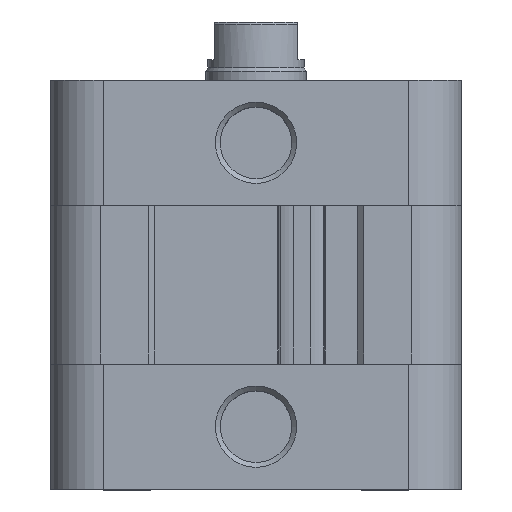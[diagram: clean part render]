
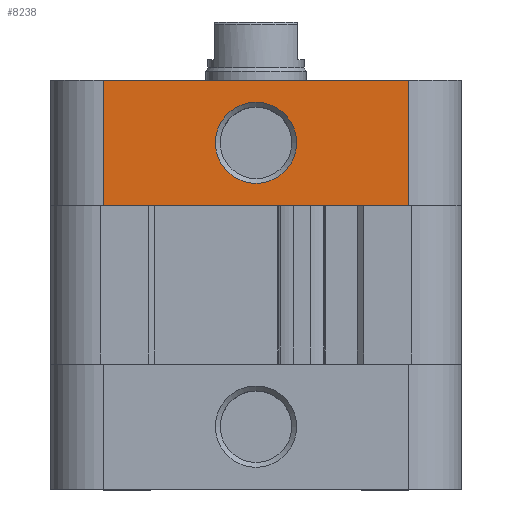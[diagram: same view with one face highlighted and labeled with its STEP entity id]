
A CAD part, top view. The second image highlights one B-rep face of the part: STEP entity #8238.
In plain terms, the highlighted face is planar.
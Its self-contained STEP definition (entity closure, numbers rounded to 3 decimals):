
#238=FACE_BOUND('',#1154,.T.);
#339=CIRCLE('',#8714,4.864);
#684=FACE_OUTER_BOUND('',#1153,.T.);
#1153=EDGE_LOOP('',(#5515,#5516,#5517,#5518));
#1154=EDGE_LOOP('',(#5519));
#1723=LINE('',#12059,#2591);
#1724=LINE('',#12061,#2592);
#1725=LINE('',#12063,#2593);
#1726=LINE('',#12064,#2594);
#2591=VECTOR('',#9541,36.6);
#2592=VECTOR('',#9542,15.);
#2593=VECTOR('',#9543,36.6);
#2594=VECTOR('',#9544,15.);
#3459=VERTEX_POINT('',#12057);
#3460=VERTEX_POINT('',#12058);
#3461=VERTEX_POINT('',#12060);
#3462=VERTEX_POINT('',#12062);
#3463=VERTEX_POINT('',#12065);
#4298=EDGE_CURVE('',#3459,#3460,#1723,.T.);
#4299=EDGE_CURVE('',#3461,#3460,#1724,.T.);
#4300=EDGE_CURVE('',#3462,#3461,#1725,.T.);
#4301=EDGE_CURVE('',#3462,#3459,#1726,.T.);
#4302=EDGE_CURVE('',#3463,#3463,#339,.T.);
#5515=ORIENTED_EDGE('',*,*,#4298,.T.);
#5516=ORIENTED_EDGE('',*,*,#4299,.F.);
#5517=ORIENTED_EDGE('',*,*,#4300,.F.);
#5518=ORIENTED_EDGE('',*,*,#4301,.T.);
#5519=ORIENTED_EDGE('',*,*,#4302,.F.);
#7949=PLANE('',#8713);
#8238=ADVANCED_FACE('',(#684,#238),#7949,.F.);
#8713=AXIS2_PLACEMENT_3D('',#12056,#9539,#9540);
#8714=AXIS2_PLACEMENT_3D('',#12066,#9545,#9546);
#9539=DIRECTION('center_axis',(0.,1.,0.));
#9540=DIRECTION('ref_axis',(0.,0.,1.));
#9541=DIRECTION('',(1.,0.,0.));
#9542=DIRECTION('',(0.,0.,-1.));
#9543=DIRECTION('',(1.,0.,0.));
#9544=DIRECTION('',(0.,0.,-1.));
#9545=DIRECTION('center_axis',(0.,-1.,0.));
#9546=DIRECTION('ref_axis',(0.,0.,-1.));
#12056=CARTESIAN_POINT('Origin',(-18.3,-24.6,15.));
#12057=CARTESIAN_POINT('',(-18.3,-24.6,0.));
#12058=CARTESIAN_POINT('',(18.3,-24.6,0.));
#12059=CARTESIAN_POINT('',(-18.3,-24.6,0.));
#12060=CARTESIAN_POINT('',(18.3,-24.6,15.));
#12061=CARTESIAN_POINT('',(18.3,-24.6,15.));
#12062=CARTESIAN_POINT('',(-18.3,-24.6,15.));
#12063=CARTESIAN_POINT('',(-18.3,-24.6,15.));
#12064=CARTESIAN_POINT('',(-18.3,-24.6,15.));
#12065=CARTESIAN_POINT('',(0.,-24.6,2.636));
#12066=CARTESIAN_POINT('Origin',(0.,-24.6,7.5));
